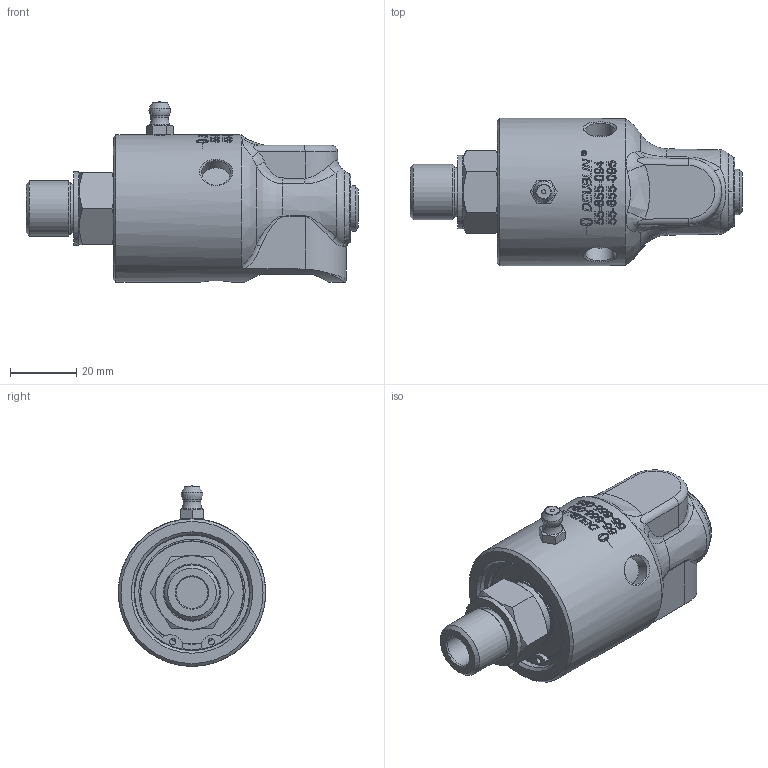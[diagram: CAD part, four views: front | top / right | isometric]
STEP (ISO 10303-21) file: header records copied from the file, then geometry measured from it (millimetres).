
FILE_DESCRIPTION(/* description */ (''),/* implementation_level */ '2;1');
FILE_NAME(/* name */ '55-655-094-IC.stp',/* time_stamp */ '2020-05-20T14:21:06-05:00',/* author */ ('GALINDOLM'),/* organization */ (''),/* preprocessor_version */ 'ST-DEVELOPER v18',/* originating_system */ 'Autodesk Inventor 2020',/* authorisation */ '');
FILE_SCHEMA (('AUTOMOTIVE_DESIGN { 1 0 10303 214 3 1 1 }'));
Length unit declared in the file: millimetre
Products named in the file (1): 55-655-094-IC
Bounding box: 100.23 x 44.5 x 54.49 mm (x, y, z)
Volume: 88329 mm3; surface area: 18648.8 mm2
Topology: 1 solids, 4 shells, 653 faces, 1752 edges, 1160 vertices
Faces by surface type: plane 296, bspline 233, cylinder 88, cone 21, torus 13, sphere 2
Full cylindrical faces by diameter (mm): 1.981 x2, 3 x1, 3.12 x2, 8.6 x3, 9.5 x1, 14.95 x1, 16.662 x1, 17.3 x1, 19.15 x1, 22.2 x1, 22.65 x1, 30.95 x1, 31.2 x1, 35 x1, 35.05 x1, 37.47 x1, 44.5 x1
Entity records: 28401 total; most frequent: CARTESIAN_POINT 12877, ORIENTED_EDGE 3496, DIRECTION 2705, EDGE_CURVE 1748, VERTEX_POINT 1160, AXIS2_PLACEMENT_3D 1044, EDGE_LOOP 718, FACE_OUTER_BOUND 653
